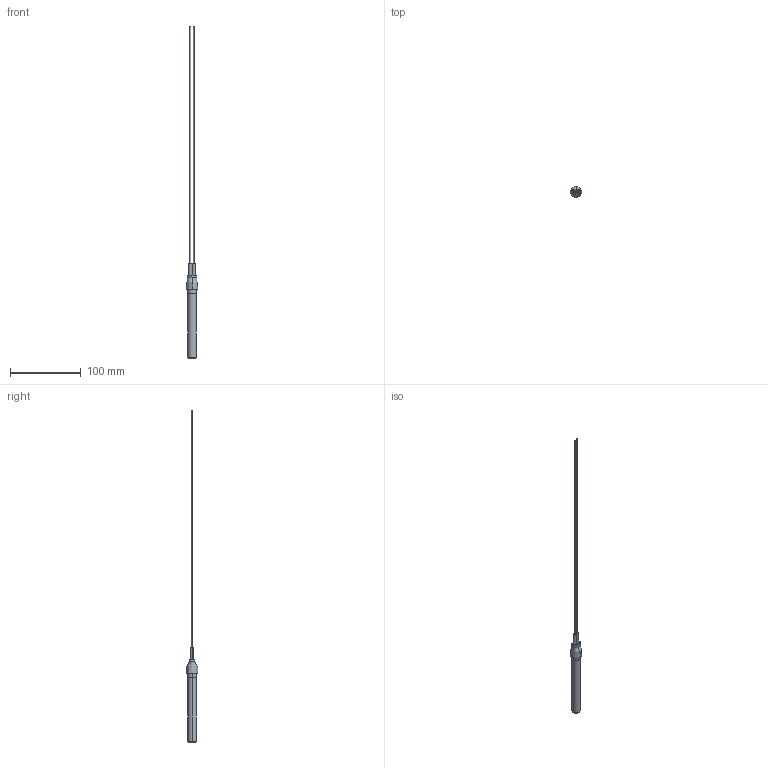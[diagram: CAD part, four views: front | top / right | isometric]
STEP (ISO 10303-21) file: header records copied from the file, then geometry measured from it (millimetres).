
FILE_DESCRIPTION (( 'STEP AP214' ), '1' );
FILE_NAME ('PSX-3-B_240V.STEP', '2015-07-02T08:53:56', ( 'pc' ), ( '' ), 'SwSTEP 2.0', 'SolidWorks 2014', '' );
FILE_SCHEMA (( 'AUTOMOTIVE_DESIGN' ));
Length unit declared in the file: millimetre
Products named in the file (1): PSX-3-B_240V
Bounding box: 16 x 16 x 468 mm (x, y, z)
Volume: 10704.1 mm3; surface area: 12075.1 mm2
Topology: 8 solids, 8 shells, 56 faces, 112 edges, 72 vertices
Faces by surface type: plane 24, cylinder 22, bspline 10
Entity records: 20660 total; most frequent: CARTESIAN_POINT 19267, DIRECTION 230, ORIENTED_EDGE 224, EDGE_CURVE 112, AXIS2_PLACEMENT_3D 95, VERTEX_POINT 72, EDGE_LOOP 62, ADVANCED_FACE 56
